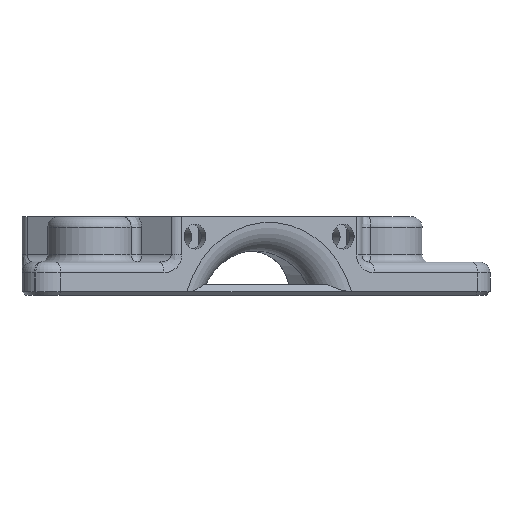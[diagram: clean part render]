
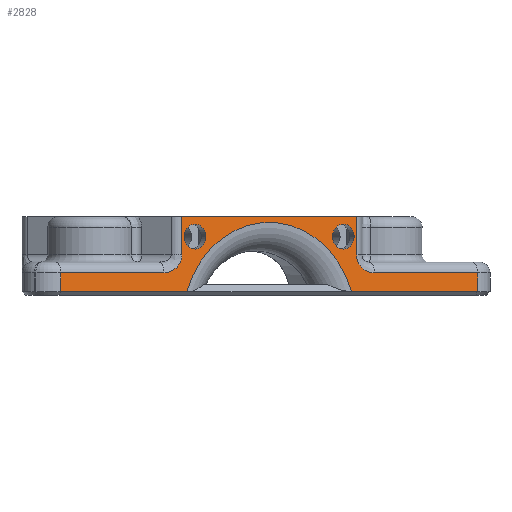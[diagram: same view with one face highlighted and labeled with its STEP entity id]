
A CAD part, left-side view. The second image highlights one B-rep face of the part: STEP entity #2828.
In plain terms, the highlighted planar face has unit normal (-0.866, -0.5, 0).
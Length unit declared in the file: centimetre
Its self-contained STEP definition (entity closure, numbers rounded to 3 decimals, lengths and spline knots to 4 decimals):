
#122=ELLIPSE('',#3031,0.2887,0.25);
#123=ELLIPSE('',#3032,0.2887,0.25);
#142=PLANE('',#3030);
#240=VECTOR('',#3400,1.);
#241=VECTOR('',#3401,1.);
#245=VECTOR('',#3412,1.);
#246=VECTOR('',#3416,1.);
#247=VECTOR('',#3417,1.);
#248=VECTOR('',#3420,1.);
#249=VECTOR('',#3421,1.);
#250=VECTOR('',#3422,1.);
#251=VECTOR('',#3425,1.);
#441=LINE('',#5001,#240);
#442=LINE('',#5002,#241);
#446=LINE('',#5012,#245);
#447=LINE('',#5016,#246);
#448=LINE('',#5018,#247);
#449=LINE('',#5022,#248);
#450=LINE('',#5024,#249);
#451=LINE('',#5026,#250);
#452=LINE('',#5030,#251);
#667=CIRCLE('',#2984,1.4);
#693=CIRCLE('',#3033,0.175);
#694=CIRCLE('',#3034,0.175);
#816=VERTEX_POINT('',#4384);
#818=VERTEX_POINT('',#4387);
#862=VERTEX_POINT('',#4992);
#864=VERTEX_POINT('',#5000);
#867=VERTEX_POINT('',#5013);
#868=VERTEX_POINT('',#5017);
#869=VERTEX_POINT('',#5019);
#870=VERTEX_POINT('',#5021);
#871=VERTEX_POINT('',#5023);
#872=VERTEX_POINT('',#5025);
#873=VERTEX_POINT('',#5027);
#874=VERTEX_POINT('',#5029);
#875=VERTEX_POINT('',#5032);
#876=VERTEX_POINT('',#5034);
#1117=EDGE_CURVE('',#816,#818,#667,.T.);
#1181=EDGE_CURVE('',#864,#816,#441,.T.);
#1183=EDGE_CURVE('',#818,#862,#442,.T.);
#1188=EDGE_CURVE('',#862,#867,#446,.T.);
#1190=EDGE_CURVE('',#868,#864,#447,.T.);
#1191=EDGE_CURVE('',#869,#868,#448,.T.);
#1192=EDGE_CURVE('',#870,#869,#122,.T.);
#1193=EDGE_CURVE('',#871,#870,#449,.T.);
#1194=EDGE_CURVE('',#871,#872,#450,.T.);
#1195=EDGE_CURVE('',#873,#872,#451,.T.);
#1196=EDGE_CURVE('',#874,#873,#123,.T.);
#1197=EDGE_CURVE('',#867,#874,#452,.T.);
#1198=EDGE_CURVE('',#875,#875,#693,.T.);
#1199=EDGE_CURVE('',#876,#876,#694,.T.);
#1620=ORIENTED_EDGE('',*,*,#1117,.F.);
#1621=ORIENTED_EDGE('',*,*,#1181,.F.);
#1622=ORIENTED_EDGE('',*,*,#1190,.F.);
#1623=ORIENTED_EDGE('',*,*,#1191,.F.);
#1624=ORIENTED_EDGE('',*,*,#1192,.F.);
#1625=ORIENTED_EDGE('',*,*,#1193,.F.);
#1626=ORIENTED_EDGE('',*,*,#1194,.T.);
#1627=ORIENTED_EDGE('',*,*,#1195,.F.);
#1628=ORIENTED_EDGE('',*,*,#1196,.F.);
#1629=ORIENTED_EDGE('',*,*,#1197,.F.);
#1630=ORIENTED_EDGE('',*,*,#1188,.F.);
#1631=ORIENTED_EDGE('',*,*,#1183,.F.);
#1632=ORIENTED_EDGE('',*,*,#1198,.T.);
#1633=ORIENTED_EDGE('',*,*,#1199,.T.);
#2333=EDGE_LOOP('',(#1620,#1621,#1622,#1623,#1624,#1625,#1626,#1627,#1628,
#1629,#1630,#1631));
#2334=EDGE_LOOP('',(#1632));
#2335=EDGE_LOOP('',(#1633));
#2585=FACE_BOUND('',#2333,.T.);
#2586=FACE_BOUND('',#2334,.T.);
#2587=FACE_BOUND('',#2335,.T.);
#2828=ADVANCED_FACE('',(#2585,#2586,#2587),#142,.T.);
#2984=AXIS2_PLACEMENT_3D('',#4386,#3297,#3298);
#3030=AXIS2_PLACEMENT_3D('',#5015,#3415,$);
#3031=AXIS2_PLACEMENT_3D('',#5020,#3418,#3419);
#3032=AXIS2_PLACEMENT_3D('',#5028,#3423,#3424);
#3033=AXIS2_PLACEMENT_3D('',#5031,#3426,#3427);
#3034=AXIS2_PLACEMENT_3D('',#5033,#3428,#3429);
#3297=DIRECTION('',(-0.866,-0.5,0.));
#3298=DIRECTION('',(0.,0.,1.4));
#3400=DIRECTION('',(-0.5,0.866,0.));
#3401=DIRECTION('',(-0.5,0.866,0.));
#3412=DIRECTION('',(0.,0.,1.));
#3415=DIRECTION('',(-0.866,-0.5,0.));
#3416=DIRECTION('',(0.,0.,-1.));
#3417=DIRECTION('',(0.5,-0.866,0.));
#3418=DIRECTION('',(-0.866,-0.5,0.));
#3419=DIRECTION('',(-0.144,0.25,0.));
#3420=DIRECTION('',(0.,0.,-1.));
#3421=DIRECTION('',(-0.5,0.866,0.));
#3422=DIRECTION('',(0.,0.,1.));
#3423=DIRECTION('',(-0.866,-0.5,0.));
#3424=DIRECTION('',(0.144,-0.25,0.));
#3425=DIRECTION('',(0.5,-0.866,0.));
#3426=DIRECTION('',(0.866,0.5,0.));
#3427=DIRECTION('',(-0.088,0.152,0.));
#3428=DIRECTION('',(0.866,0.5,0.));
#3429=DIRECTION('',(0.,0.,-0.175));
#4384=CARTESIAN_POINT('',(-1.3337,-2.3088,-0.1825));
#4386=CARTESIAN_POINT('',(-2.,-1.1547,-0.6115));
#4387=CARTESIAN_POINT('',(-2.6663,-0.0006,-0.1825));
#4992=CARTESIAN_POINT('',(-3.686,1.7656,-0.1825));
#5000=CARTESIAN_POINT('',(-0.314,-4.075,-0.1825));
#5001=CARTESIAN_POINT('',(-2.,-1.1547,-0.1825));
#5002=CARTESIAN_POINT('',(-2.,-1.1547,-0.1825));
#5012=CARTESIAN_POINT('',(-3.686,1.7656,-0.2325));
#5013=CARTESIAN_POINT('',(-3.686,1.7656,0.0825));
#5015=CARTESIAN_POINT('',(-2.,-1.1547,-0.2325));
#5016=CARTESIAN_POINT('',(-0.314,-4.075,-0.2325));
#5017=CARTESIAN_POINT('',(-0.314,-4.075,0.0825));
#5018=CARTESIAN_POINT('',(-1.3313,-2.3129,0.0825));
#5019=CARTESIAN_POINT('',(-1.149,-2.6287,0.0825));
#5020=CARTESIAN_POINT('',(-1.149,-2.6287,0.3325));
#5021=CARTESIAN_POINT('',(-1.2933,-2.3787,0.3325));
#5022=CARTESIAN_POINT('',(-1.2933,-2.3787,-0.2325));
#5023=CARTESIAN_POINT('',(-1.2933,-2.3787,0.8675));
#5024=CARTESIAN_POINT('',(-1.25,-2.4537,0.8675));
#5025=CARTESIAN_POINT('',(-2.7067,0.0693,0.8675));
#5026=CARTESIAN_POINT('',(-2.7067,0.0693,-0.2325));
#5027=CARTESIAN_POINT('',(-2.7067,0.0693,0.3325));
#5028=CARTESIAN_POINT('',(-2.851,0.3193,0.3325));
#5029=CARTESIAN_POINT('',(-2.851,0.3193,0.0825));
#5030=CARTESIAN_POINT('',(-2.6687,0.0035,0.0825));
#5031=CARTESIAN_POINT('',(-1.4,-2.1939,0.5885));
#5032=CARTESIAN_POINT('',(-1.4875,-2.0424,0.5885));
#5033=CARTESIAN_POINT('',(-2.6,-0.1155,0.5885));
#5034=CARTESIAN_POINT('',(-2.5125,-0.267,0.5885));
